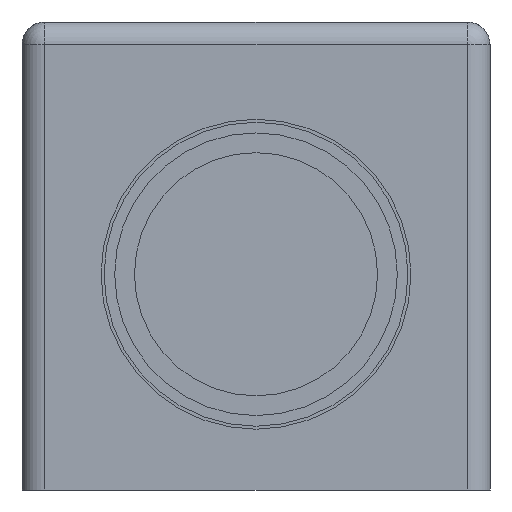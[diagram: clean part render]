
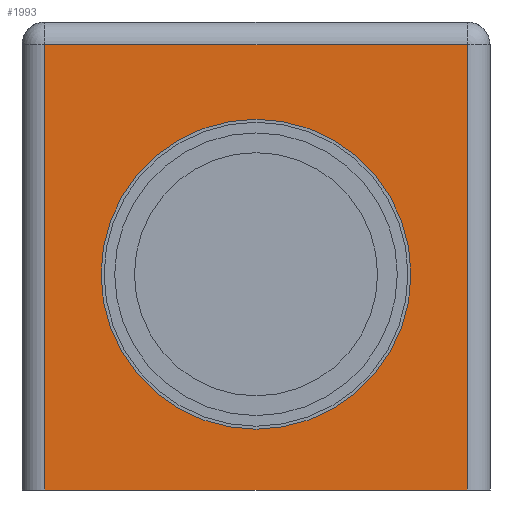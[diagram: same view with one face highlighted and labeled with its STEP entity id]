
A CAD part, front view. The second image highlights one B-rep face of the part: STEP entity #1993.
In plain terms, the highlighted planar face has unit normal (0, -1, 0).
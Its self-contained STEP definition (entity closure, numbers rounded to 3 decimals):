
#45=FACE_BOUND('',#269,.T.);
#65=PLANE('',#2166);
#143=FACE_OUTER_BOUND('',#268,.T.);
#268=EDGE_LOOP('',(#1452,#1453,#1454,#1455));
#269=EDGE_LOOP('',(#1456));
#390=LINE('',#2976,#593);
#429=LINE('',#3090,#632);
#430=LINE('',#3092,#633);
#431=LINE('',#3093,#634);
#593=VECTOR('',#2371,1000.);
#632=VECTOR('',#2468,1000.);
#633=VECTOR('',#2469,1000.);
#634=VECTOR('',#2470,1000.);
#798=CIRCLE('',#2133,10.2);
#875=VERTEX_POINT('',#2960);
#881=VERTEX_POINT('',#2973);
#882=VERTEX_POINT('',#2975);
#928=VERTEX_POINT('',#3089);
#929=VERTEX_POINT('',#3091);
#1066=EDGE_CURVE('',#875,#875,#798,.T.);
#1073=EDGE_CURVE('',#882,#881,#390,.T.);
#1129=EDGE_CURVE('',#928,#881,#429,.T.);
#1130=EDGE_CURVE('',#928,#929,#430,.T.);
#1131=EDGE_CURVE('',#929,#882,#431,.T.);
#1452=ORIENTED_EDGE('',*,*,#1129,.F.);
#1453=ORIENTED_EDGE('',*,*,#1130,.T.);
#1454=ORIENTED_EDGE('',*,*,#1131,.T.);
#1455=ORIENTED_EDGE('',*,*,#1073,.T.);
#1456=ORIENTED_EDGE('',*,*,#1066,.T.);
#1993=ADVANCED_FACE('',(#143,#45),#65,.F.);
#2133=AXIS2_PLACEMENT_3D('',#2961,#2358,#2359);
#2166=AXIS2_PLACEMENT_3D('',#3088,#2466,#2467);
#2358=DIRECTION('center_axis',(0.,1.,0.));
#2359=DIRECTION('ref_axis',(0.,0.,1.));
#2371=DIRECTION('',(1.,0.,0.));
#2466=DIRECTION('center_axis',(0.,1.,0.));
#2467=DIRECTION('ref_axis',(0.,0.,1.));
#2468=DIRECTION('',(0.,0.,-1.));
#2469=DIRECTION('',(-1.,0.,0.));
#2470=DIRECTION('',(0.,0.,-1.));
#2960=CARTESIAN_POINT('',(0.,-51.5,-8.2));
#2961=CARTESIAN_POINT('Origin',(0.,-51.5,2.));
#2973=CARTESIAN_POINT('',(13.9,-51.5,-12.2));
#2975=CARTESIAN_POINT('',(-13.9,-51.5,-12.2));
#2976=CARTESIAN_POINT('',(0.,-51.5,-12.2));
#3088=CARTESIAN_POINT('Origin',(0.,-51.5,18.6));
#3089=CARTESIAN_POINT('',(13.9,-51.5,17.1));
#3090=CARTESIAN_POINT('',(13.9,-51.5,18.6));
#3091=CARTESIAN_POINT('',(-13.9,-51.5,17.1));
#3092=CARTESIAN_POINT('',(0.,-51.5,17.1));
#3093=CARTESIAN_POINT('',(-13.9,-51.5,18.6));
